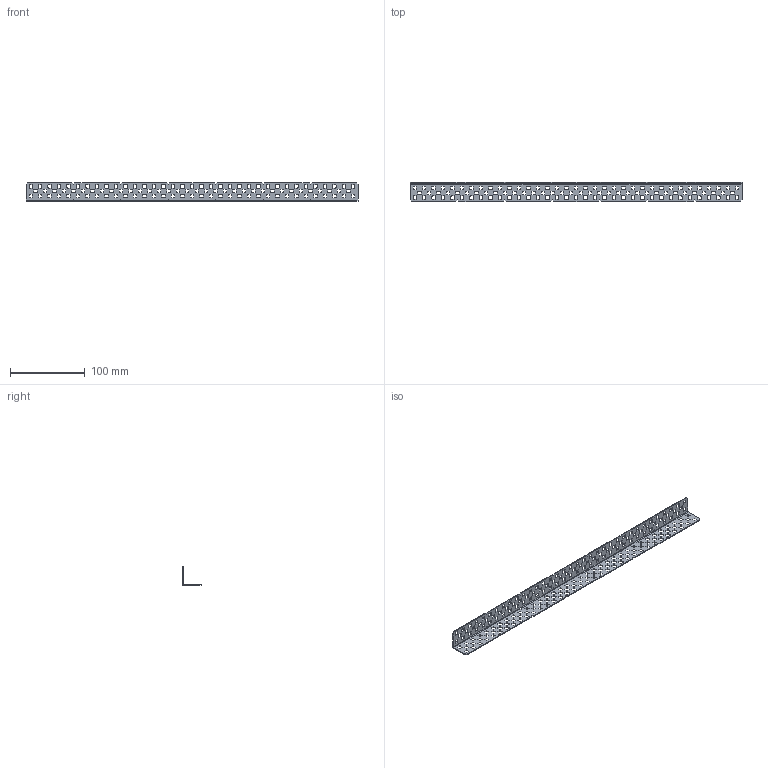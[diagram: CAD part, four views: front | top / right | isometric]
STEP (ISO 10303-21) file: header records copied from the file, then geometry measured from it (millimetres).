
FILE_DESCRIPTION(/* description */ (''),/* implementation_level */ '2;1');
FILE_NAME(/* name */ 'Aluminum Angle 2x2x35.ipt.step',/* time_stamp */ '2020-04-16T22:57:51-04:00',/* author */ ('Jordan'),/* organization */ (''),/* preprocessor_version */ 'ST-DEVELOPER v17',/* originating_system */ 'Autodesk Inventor 2019',/* authorisation */ '');
FILE_SCHEMA (('AUTOMOTIVE_DESIGN { 1 0 10303 214 3 1 1 }'));
Products named in the file (1): Aluminum Angle 2x2x35
Bounding box: 444.5 x 25.4 x 25.4 mm (x, y, z)
Volume: 20178.6 mm3; surface area: 40085.3 mm2
Topology: 1 solids, 1 shells, 1778 faces, 6430 edges, 5532 vertices
Faces by surface type: plane 908, cylinder 846, bspline 24
Entity records: 68775 total; most frequent: CARTESIAN_POINT 14119, DIRECTION 11710, ORIENTED_EDGE 10664, EDGE_CURVE 5332, AXIS2_PLACEMENT_3D 4047, LINE 3616, VECTOR 3616, VERTEX_POINT 3544
